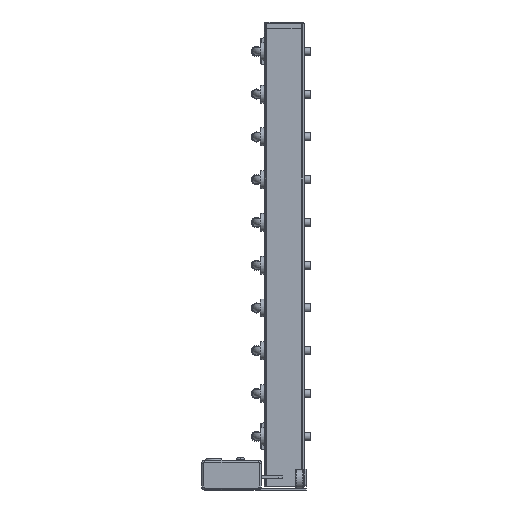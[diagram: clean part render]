
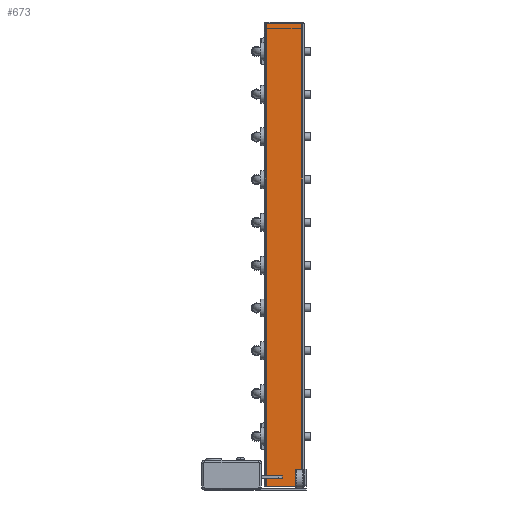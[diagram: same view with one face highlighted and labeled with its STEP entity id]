
A CAD part, left-side view. The second image highlights one B-rep face of the part: STEP entity #673.
In plain terms, the highlighted planar face has unit normal (-1, 0, 0).
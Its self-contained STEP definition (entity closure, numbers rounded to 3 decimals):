
#233=CARTESIAN_POINT('',(0.,37.5,7.5));
#234=VERTEX_POINT('',#233);
#242=CARTESIAN_POINT('',(0.,22.,7.5));
#243=VERTEX_POINT('',#242);
#244=CARTESIAN_POINT('',(0.,22.,7.5));
#245=DIRECTION('',(0.0,1.0,0.0));
#246=VECTOR('',#245,15.5);
#247=LINE('',#244,#246);
#248=EDGE_CURVE('',#243,#234,#247,.T.);
#503=CARTESIAN_POINT('',(0.,22.,10.5));
#504=VERTEX_POINT('',#503);
#505=CARTESIAN_POINT('',(0.,22.,10.5));
#506=DIRECTION('',(0.0,0.0,-1.0));
#507=VECTOR('',#506,3.0);
#508=LINE('',#505,#507);
#509=EDGE_CURVE('',#504,#243,#508,.T.);
#544=CARTESIAN_POINT('',(0.,37.5,10.5));
#545=VERTEX_POINT('',#544);
#546=CARTESIAN_POINT('',(0.,37.5,10.5));
#547=DIRECTION('',(0.0,-1.0,0.0));
#548=VECTOR('',#547,15.5);
#549=LINE('',#546,#548);
#550=EDGE_CURVE('',#545,#504,#549,.T.);
#625=CARTESIAN_POINT('',(0.,2.5,0.0));
#626=DIRECTION('',(-1.0,0.0,0.0));
#627=DIRECTION('',(0.0,0.0,1.0));
#628=AXIS2_PLACEMENT_3D('',#625,#626,#627);
#629=PLANE('',#628);
#630=ORIENTED_EDGE('',*,*,#550,.T.);
#631=ORIENTED_EDGE('',*,*,#509,.T.);
#632=ORIENTED_EDGE('',*,*,#248,.T.);
#633=CARTESIAN_POINT('',(0.,37.5,0.0));
#634=VERTEX_POINT('',#633);
#635=CARTESIAN_POINT('',(0.,37.5,0.0));
#636=DIRECTION('',(0.0,0.0,1.0));
#637=VECTOR('',#636,7.5);
#638=LINE('',#635,#637);
#639=EDGE_CURVE('',#634,#234,#638,.T.);
#640=ORIENTED_EDGE('',*,*,#639,.F.);
#641=CARTESIAN_POINT('',(0.,2.5,0.0));
#642=VERTEX_POINT('',#641);
#643=CARTESIAN_POINT('',(0.,37.5,0.0));
#644=DIRECTION('',(0.0,-1.0,0.0));
#645=VECTOR('',#644,35.0);
#646=LINE('',#643,#645);
#647=EDGE_CURVE('',#634,#642,#646,.T.);
#648=ORIENTED_EDGE('',*,*,#647,.T.);
#649=CARTESIAN_POINT('',(0.,2.5,464.5));
#650=VERTEX_POINT('',#649);
#651=CARTESIAN_POINT('',(0.,2.5,0.0));
#652=DIRECTION('',(0.0,0.0,1.0));
#653=VECTOR('',#652,464.5);
#654=LINE('',#651,#653);
#655=EDGE_CURVE('',#642,#650,#654,.T.);
#656=ORIENTED_EDGE('',*,*,#655,.T.);
#657=CARTESIAN_POINT('',(0.,37.5,464.5));
#658=VERTEX_POINT('',#657);
#659=CARTESIAN_POINT('',(0.,2.5,464.5));
#660=DIRECTION('',(0.0,1.0,0.0));
#661=VECTOR('',#660,35.0);
#662=LINE('',#659,#661);
#663=EDGE_CURVE('',#650,#658,#662,.T.);
#664=ORIENTED_EDGE('',*,*,#663,.T.);
#665=CARTESIAN_POINT('',(0.,37.5,10.5));
#666=DIRECTION('',(0.0,0.0,1.0));
#667=VECTOR('',#666,454.0);
#668=LINE('',#665,#667);
#669=EDGE_CURVE('',#545,#658,#668,.T.);
#670=ORIENTED_EDGE('',*,*,#669,.F.);
#671=EDGE_LOOP('',(#630,#631,#632,#640,#648,#656,#664,#670));
#672=FACE_OUTER_BOUND('',#671,.T.);
#673=ADVANCED_FACE('',(#672),#629,.T.);
